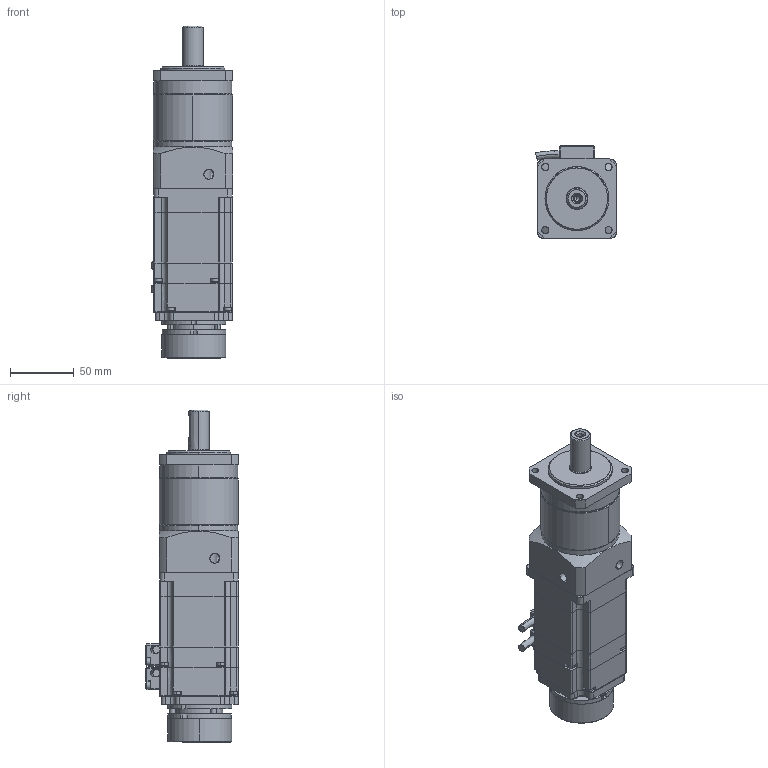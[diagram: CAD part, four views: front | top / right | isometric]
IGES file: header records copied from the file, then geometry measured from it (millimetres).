
Start section: SolidWorks IGES file using analytic representation for surfaces
Global section: file name: CS60-150-BR.IGS; native system: SolidWorks 2014; preprocessor: SolidWorks 2014; author: william; date: 150209.095707; units: millimetre
Bounding box: 63.44 x 72.75 x 259.85 mm (x, y, z)
Surface area: 91300.7 mm2 (no closed solid volume)
Topology: 0 solids, 0 shells, 630 faces, 7735 edges, 7733 vertices
Faces by surface type: bspline 368, revolution 262
